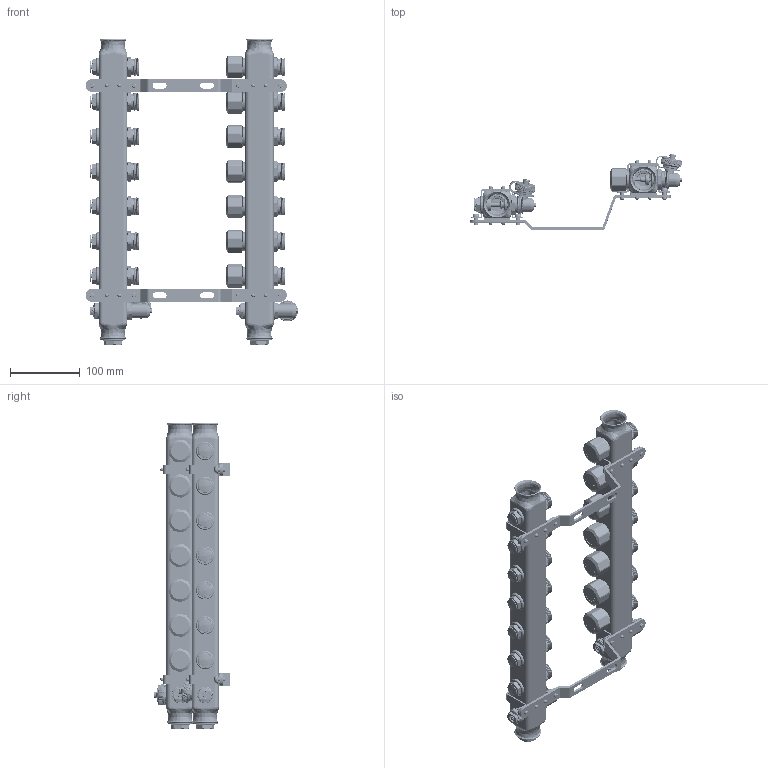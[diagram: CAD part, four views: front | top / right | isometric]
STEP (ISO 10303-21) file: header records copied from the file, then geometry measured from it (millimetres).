
FILE_DESCRIPTION (( 'STEP AP214' ), '1' );
FILE_NAME ('SSM-7R.STEP', '2023-11-11T16:58:16', ( '' ), ( '' ), 'SwSTEP 2.0', 'SolidWorks 2018', '' );
FILE_SCHEMA (( 'AUTOMOTIVE_DESIGN' ));
Length unit declared in the file: millimetre
Products named in the file (46): 砎蝶菁啣; 3100-15-03____.STEP; 18X2.5; 概郋郪蚾8; W3100-15邿阨概; 滑菸盓殤縐遠; す鞠褒郪蚾; 霜講數8; 326.200.00__________24.2x2.STEP; 003郪蚾; 3100-15-05____.STEP; 縐遠; 媼芛簽; 3100-15-04______.STEP; 003裔赽; 懦伎鬥忒謫; 齬ァ概羲壽; J002-FL; 002; 齬ァ概呿蹋芛; 3100-15-02____.STEP; 18X2; 盓殤砎々18潔擒; O____16x1.9.STEP; SSM-7R; 滑菸煦阨ん盓殤; 粟銅概郋蚾饜极; W3100-15邿阨概.STEP; 7.6x1.9; O____22x2.STEP; 齬ァ概肣璃; 8h; O____13x1.5.STEP; 黑簽; 354.002.00__________.STEP; 粟銅杶; 齬ァ概; 3100-15-01____.STEP; M6X12蹟佪; 肣菁啣 ...
Assembly tree (83 placements, depth 5):
  SSM-7R
    概郋郪蚾8
      懦伎鬥忒謫  x7
      囀鞠褒諉芛  x7
      粟銅概郋蚾饜极  x7
        媼芛簽
        ѹñ
        祥凄詩裝赽
        粟銅杶
        肣菁啣
        砎蝶菁啣
        7.6x1.9
        18X2.5
      8h
      黑簽
      W3100-15邿阨概
        W3100-15邿阨概.STEP
          3100-15-01____.STEP
          3100-15-02____.STEP
          3100-15-03____.STEP
          3100-15-04______.STEP
          O____10x2.5.STEP
          O____13x1.5.STEP
          O____7x1.5.STEP
          O____22x2.STEP
          3100-15-05____.STEP
          326.200.00__________24.2x2.STEP
          O____16x1.9.STEP  x2
          354.002.00__________.STEP
      齬ァ概
        齬ァ概肣璃
        齬ァ概呿蹋芛
        齬ァ概羲壽
        18X2
    霜講數8
      8h
      黑簽
      W3100-15邿阨概
        W3100-15邿阨概.STEP
          3100-15-01____.STEP
          3100-15-02____.STEP
          3100-15-03____.STEP
          3100-15-04______.STEP
          O____10x2.5.STEP
          O____13x1.5.STEP
          O____7x1.5.STEP
          O____22x2.STEP
          3100-15-05____.STEP
          326.200.00__________24.2x2.STEP
          O____16x1.9.STEP  x2
          354.002.00__________.STEP
      齬ァ概
        齬ァ概肣璃
        齬ァ概呿蹋芛
        齬ァ概羲壽
        18X2
      す鞠褒郪蚾  x7
        003郪蚾
          002
          J002-FL
Bounding box: 305.17 x 109.62 x 438.6 mm (x, y, z)
Volume: 583466.1 mm3; surface area: 588774.5 mm2
Topology: 165 solids, 165 shells, 7427 faces, 18241 edges, 11504 vertices
Faces by surface type: cylinder 2910, plane 2136, cone 1385, torus 718, bspline 278
Entity records: 92779 total; most frequent: CARTESIAN_POINT 49280, ORIENTED_EDGE 8884, DIRECTION 8742, EDGE_CURVE 4442, AXIS2_PLACEMENT_3D 3588, VERTEX_POINT 2824, EDGE_LOOP 1964, CIRCLE 1796
